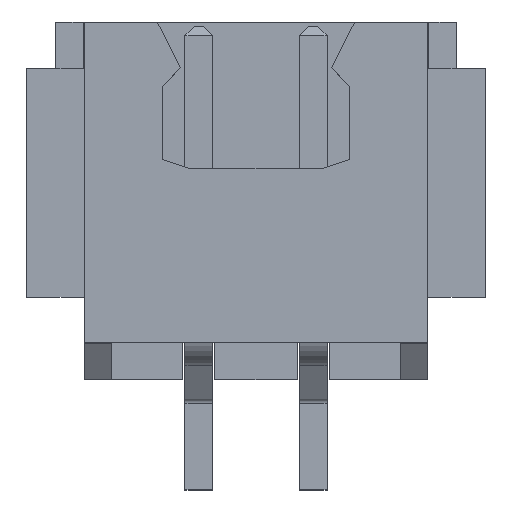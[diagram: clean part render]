
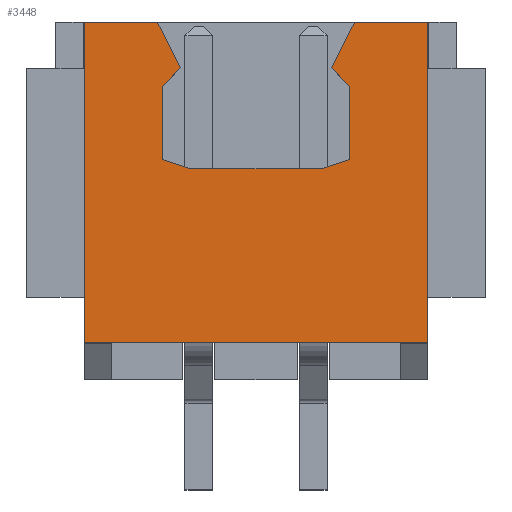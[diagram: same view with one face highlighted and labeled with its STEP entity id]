
A CAD part, top view. The second image highlights one B-rep face of the part: STEP entity #3448.
In plain terms, the highlighted planar face has unit normal (0, 0, 1).
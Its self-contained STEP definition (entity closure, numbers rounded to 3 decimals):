
#16 = ORIENTED_EDGE ( 'NONE', *, *, #2711, .T. ) ;
#18 = CARTESIAN_POINT ( 'NONE',  ( -1.45, 0.7, 6.1 ) ) ;
#80 = VECTOR ( 'NONE', #208, 1000. ) ;
#94 = CARTESIAN_POINT ( 'NONE',  ( 3.75, -3.9, 6.1 ) ) ;
#108 = ORIENTED_EDGE ( 'NONE', *, *, #3771, .T. ) ;
#114 = VECTOR ( 'NONE', #525, 1000. ) ;
#146 = PLANE ( 'NONE',  #1594 ) ;
#197 = CARTESIAN_POINT ( 'NONE',  ( -1.65, 2.9, 6.1 ) ) ;
#208 = DIRECTION ( 'NONE',  ( 0.707, -0.707, 0. ) ) ;
#238 = DIRECTION ( 'NONE',  ( -0.949, 0.316, 0. ) ) ;
#322 = LINE ( 'NONE', #683, #2621 ) ;
#334 = CARTESIAN_POINT ( 'NONE',  ( 3.75, -3.1, 6.1 ) ) ;
#372 = EDGE_CURVE ( 'NONE', #1572, #2944, #3549, .T. ) ;
#379 = VERTEX_POINT ( 'NONE', #2539 ) ;
#394 = DIRECTION ( 'NONE',  ( 0., 1., 0. ) ) ;
#494 = ORIENTED_EDGE ( 'NONE', *, *, #3640, .T. ) ;
#525 = DIRECTION ( 'NONE',  ( -1., 0., 0. ) ) ;
#536 = VERTEX_POINT ( 'NONE', #334 ) ;
#652 = ORIENTED_EDGE ( 'NONE', *, *, #2206, .T. ) ;
#659 = DIRECTION ( 'NONE',  ( 0., -1., 0. ) ) ;
#683 = CARTESIAN_POINT ( 'NONE',  ( -2.05, 2.5, 6.1 ) ) ;
#713 = ORIENTED_EDGE ( 'NONE', *, *, #3561, .T. ) ;
#715 = CARTESIAN_POINT ( 'NONE',  ( -2.05, 0., 6.1 ) ) ;
#722 = EDGE_CURVE ( 'NONE', #2538, #2233, #2627, .T. ) ;
#728 = ORIENTED_EDGE ( 'NONE', *, *, #1477, .T. ) ;
#809 = LINE ( 'NONE', #715, #3606 ) ;
#829 = VECTOR ( 'NONE', #1504, 1000. ) ;
#845 = VECTOR ( 'NONE', #2886, 1000. ) ;
#1018 = VERTEX_POINT ( 'NONE', #3856 ) ;
#1056 = LINE ( 'NONE', #1803, #829 ) ;
#1122 = DIRECTION ( 'NONE',  ( -1., 0., 0. ) ) ;
#1193 = LINE ( 'NONE', #94, #1965 ) ;
#1282 = VECTOR ( 'NONE', #1457, 1000. ) ;
#1457 = DIRECTION ( 'NONE',  ( 1., 0., 0. ) ) ;
#1470 = CARTESIAN_POINT ( 'NONE',  ( 0., 3.9, 6.1 ) ) ;
#1477 = EDGE_CURVE ( 'NONE', #4291, #2467, #3664, .T. ) ;
#1504 = DIRECTION ( 'NONE',  ( -0.447, 0.894, 0. ) ) ;
#1572 = VERTEX_POINT ( 'NONE', #2742 ) ;
#1594 = AXIS2_PLACEMENT_3D ( 'NONE', #4340, #4294, #2624 ) ;
#1620 = LINE ( 'NONE', #4382, #114 ) ;
#1635 = CARTESIAN_POINT ( 'NONE',  ( 1.45, 0.7, 6.1 ) ) ;
#1724 = LINE ( 'NONE', #2489, #2186 ) ;
#1803 = CARTESIAN_POINT ( 'NONE',  ( -1.65, 2.9, 6.1 ) ) ;
#1836 = FACE_OUTER_BOUND ( 'NONE', #3414, .T. ) ;
#1946 = CARTESIAN_POINT ( 'NONE',  ( -2.15, 3.9, 6.1 ) ) ;
#1965 = VECTOR ( 'NONE', #2185, 1000. ) ;
#1977 = EDGE_CURVE ( 'NONE', #2467, #3705, #809, .T. ) ;
#2000 = CARTESIAN_POINT ( 'NONE',  ( -1.45, 0.7, 6.1 ) ) ;
#2065 = LINE ( 'NONE', #2084, #3266 ) ;
#2084 = CARTESIAN_POINT ( 'NONE',  ( 2.05, 0., 6.1 ) ) ;
#2087 = DIRECTION ( 'NONE',  ( -0.447, -0.894, 0. ) ) ;
#2185 = DIRECTION ( 'NONE',  ( 0., -1., 0. ) ) ;
#2186 = VECTOR ( 'NONE', #3880, 1000. ) ;
#2206 = EDGE_CURVE ( 'NONE', #3234, #2372, #1056, .T. ) ;
#2233 = VERTEX_POINT ( 'NONE', #3198 ) ;
#2372 = VERTEX_POINT ( 'NONE', #1946 ) ;
#2431 = ORIENTED_EDGE ( 'NONE', *, *, #4496, .F. ) ;
#2467 = VERTEX_POINT ( 'NONE', #2777 ) ;
#2489 = CARTESIAN_POINT ( 'NONE',  ( 2.05, 0.9, 6.1 ) ) ;
#2504 = CARTESIAN_POINT ( 'NONE',  ( -2.05, 2.5, 6.1 ) ) ;
#2538 = VERTEX_POINT ( 'NONE', #3776 ) ;
#2539 = CARTESIAN_POINT ( 'NONE',  ( -3.75, 3.9, 6.1 ) ) ;
#2550 = CARTESIAN_POINT ( 'NONE',  ( 0., -3.1, 6.1 ) ) ;
#2621 = VECTOR ( 'NONE', #3487, 1000. ) ;
#2624 = DIRECTION ( 'NONE',  ( 1., 0., 0. ) ) ;
#2627 = LINE ( 'NONE', #4406, #80 ) ;
#2711 = EDGE_CURVE ( 'NONE', #2233, #1018, #2065, .T. ) ;
#2735 = EDGE_CURVE ( 'NONE', #3705, #3234, #322, .T. ) ;
#2742 = CARTESIAN_POINT ( 'NONE',  ( 3.75, 3.9, 6.1 ) ) ;
#2777 = CARTESIAN_POINT ( 'NONE',  ( -2.05, 0.9, 6.1 ) ) ;
#2832 = ORIENTED_EDGE ( 'NONE', *, *, #372, .T. ) ;
#2886 = DIRECTION ( 'NONE',  ( 0., 1., 0. ) ) ;
#2944 = VERTEX_POINT ( 'NONE', #3647 ) ;
#2961 = VECTOR ( 'NONE', #238, 1000. ) ;
#2985 = CARTESIAN_POINT ( 'NONE',  ( 3.75, 3.9, 6.1 ) ) ;
#3006 = ORIENTED_EDGE ( 'NONE', *, *, #1977, .T. ) ;
#3022 = LINE ( 'NONE', #2985, #3838 ) ;
#3132 = VERTEX_POINT ( 'NONE', #4371 ) ;
#3188 = EDGE_CURVE ( 'NONE', #379, #2372, #3022, .T. ) ;
#3198 = CARTESIAN_POINT ( 'NONE',  ( 2.05, 2.5, 6.1 ) ) ;
#3200 = CARTESIAN_POINT ( 'NONE',  ( -3.75, 3.9, 6.1 ) ) ;
#3234 = VERTEX_POINT ( 'NONE', #197 ) ;
#3266 = VECTOR ( 'NONE', #659, 1000. ) ;
#3271 = LINE ( 'NONE', #3200, #845 ) ;
#3318 = EDGE_CURVE ( 'NONE', #1018, #3804, #1724, .T. ) ;
#3394 = ORIENTED_EDGE ( 'NONE', *, *, #3718, .F. ) ;
#3414 = EDGE_LOOP ( 'NONE', ( #16, #3429, #713, #728, #3006, #3762, #652, #4140, #3394, #108, #2431, #2832, #494, #4162 ) ) ;
#3429 = ORIENTED_EDGE ( 'NONE', *, *, #3318, .T. ) ;
#3448 = ADVANCED_FACE ( 'NONE', ( #1836 ), #146, .T. ) ;
#3487 = DIRECTION ( 'NONE',  ( 0.707, 0.707, 0. ) ) ;
#3549 = LINE ( 'NONE', #1470, #4261 ) ;
#3561 = EDGE_CURVE ( 'NONE', #3804, #4291, #1620, .T. ) ;
#3598 = LINE ( 'NONE', #2550, #1282 ) ;
#3606 = VECTOR ( 'NONE', #394, 1000. ) ;
#3626 = VECTOR ( 'NONE', #2087, 1000. ) ;
#3640 = EDGE_CURVE ( 'NONE', #2944, #2538, #3826, .T. ) ;
#3647 = CARTESIAN_POINT ( 'NONE',  ( 2.15, 3.9, 6.1 ) ) ;
#3664 = LINE ( 'NONE', #2000, #2961 ) ;
#3705 = VERTEX_POINT ( 'NONE', #2504 ) ;
#3718 = EDGE_CURVE ( 'NONE', #3132, #379, #3271, .T. ) ;
#3762 = ORIENTED_EDGE ( 'NONE', *, *, #2735, .T. ) ;
#3771 = EDGE_CURVE ( 'NONE', #3132, #536, #3598, .T. ) ;
#3776 = CARTESIAN_POINT ( 'NONE',  ( 1.65, 2.9, 6.1 ) ) ;
#3804 = VERTEX_POINT ( 'NONE', #1635 ) ;
#3826 = LINE ( 'NONE', #3852, #3626 ) ;
#3838 = VECTOR ( 'NONE', #4453, 1000. ) ;
#3852 = CARTESIAN_POINT ( 'NONE',  ( 2.15, 3.9, 6.1 ) ) ;
#3856 = CARTESIAN_POINT ( 'NONE',  ( 2.05, 0.9, 6.1 ) ) ;
#3880 = DIRECTION ( 'NONE',  ( -0.949, -0.316, 0. ) ) ;
#4140 = ORIENTED_EDGE ( 'NONE', *, *, #3188, .F. ) ;
#4162 = ORIENTED_EDGE ( 'NONE', *, *, #722, .T. ) ;
#4261 = VECTOR ( 'NONE', #1122, 1000. ) ;
#4291 = VERTEX_POINT ( 'NONE', #18 ) ;
#4294 = DIRECTION ( 'NONE',  ( 0., 0., 1. ) ) ;
#4340 = CARTESIAN_POINT ( 'NONE',  ( 0., 0., 6.1 ) ) ;
#4371 = CARTESIAN_POINT ( 'NONE',  ( -3.75, -3.1, 6.1 ) ) ;
#4382 = CARTESIAN_POINT ( 'NONE',  ( 0., 0.7, 6.1 ) ) ;
#4406 = CARTESIAN_POINT ( 'NONE',  ( 1.65, 2.9, 6.1 ) ) ;
#4453 = DIRECTION ( 'NONE',  ( 1., 0., 0. ) ) ;
#4496 = EDGE_CURVE ( 'NONE', #1572, #536, #1193, .T. ) ;
